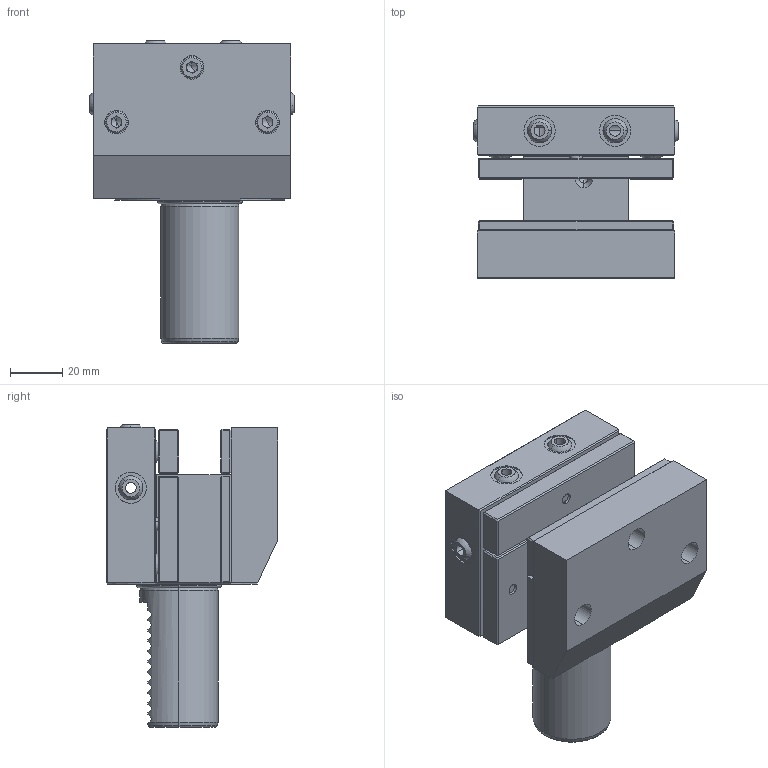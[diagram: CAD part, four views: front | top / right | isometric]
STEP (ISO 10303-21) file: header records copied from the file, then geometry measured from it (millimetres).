
FILE_DESCRIPTION (( 'STEP AP203' ), '1' );
FILE_NAME ('STEP.STEP', '2020-03-11T04:32:21', ( '' ), ( '' ), 'SwSTEP 2.0', 'SolidWorks 2017', '' );
FILE_SCHEMA (( 'CONFIG_CONTROL_DESIGN' ));
Length unit declared in the file: millimetre
Products named in the file (1): STEP
Bounding box: 78.6 x 66 x 116.3 mm (x, y, z)
Volume: 268340 mm3; surface area: 70499 mm2
Topology: 30 solids, 30 shells, 657 faces, 1510 edges, 903 vertices
Faces by surface type: plane 385, cylinder 149, cone 76, torus 25, sphere 16, bspline 6
Entity records: 23702 total; most frequent: CARTESIAN_POINT 9085, DIRECTION 3096, ORIENTED_EDGE 2904, EDGE_CURVE 1452, AXIS2_PLACEMENT_3D 1112, VERTEX_POINT 879, LINE 872, VECTOR 872
